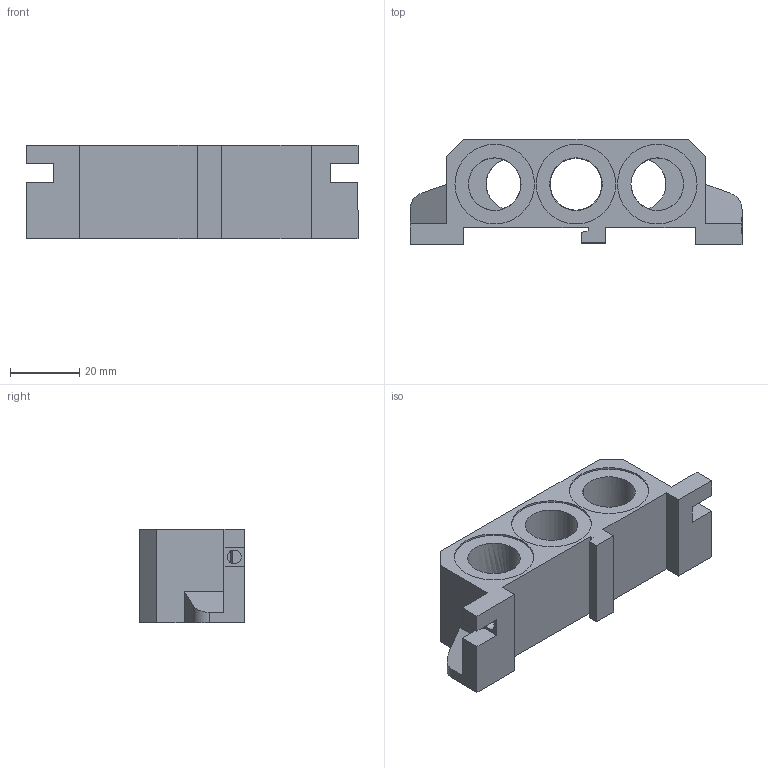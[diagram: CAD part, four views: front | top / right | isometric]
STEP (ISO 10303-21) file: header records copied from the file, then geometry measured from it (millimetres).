
FILE_DESCRIPTION((''),'2;1');
FILE_NAME('2630_02.stp','2006-01-04T10:24:34',('rivolro1'),(''),'Autodesk Inventor 10','Autodesk Inventor 10','');
FILE_SCHEMA(('AUTOMOTIVE_DESIGN { 1 0 10303 214 1 1 1 1 }'));
Length unit declared in the file: millimetre
Products named in the file (1): 2630_02
Bounding box: 96 x 30.5 x 27 mm (x, y, z)
Volume: 41793.7 mm3; surface area: 14924.2 mm2
Topology: 1 solids, 1 shells, 58 faces, 149 edges, 98 vertices
Faces by surface type: plane 36, bspline 18, cylinder 4
Full cylindrical faces by diameter (mm): 3.2 x2
Entity records: 1882 total; most frequent: CARTESIAN_POINT 558, ORIENTED_EDGE 262, DIRECTION 241, EDGE_CURVE 131, VECTOR 99, LINE 99, VERTEX_POINT 92, EDGE_LOOP 83
